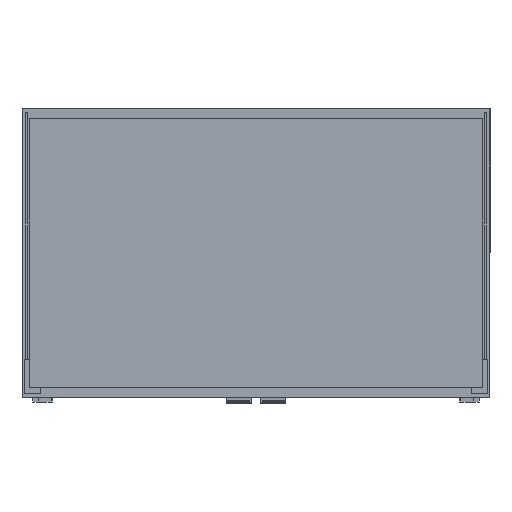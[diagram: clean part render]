
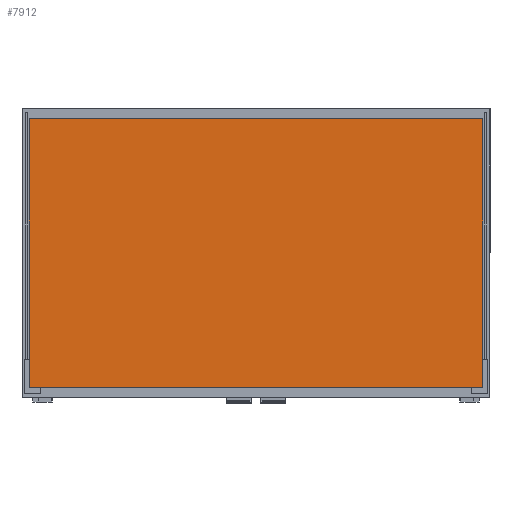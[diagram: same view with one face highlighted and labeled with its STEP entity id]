
A CAD part, front view. The second image highlights one B-rep face of the part: STEP entity #7912.
In plain terms, the highlighted planar face has unit normal (0, -1, 0).
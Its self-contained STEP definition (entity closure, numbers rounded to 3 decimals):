
#178 = VECTOR ( 'NONE', #8612, 1000. ) ;
#283 = LINE ( 'NONE', #1727, #5422 ) ;
#836 = DIRECTION ( 'NONE',  ( 0., 0., 1. ) ) ;
#882 = CARTESIAN_POINT ( 'NONE',  ( 545., 0., -323. ) ) ;
#1158 = EDGE_LOOP ( 'NONE', ( #7819, #4248, #2564, #6965 ) ) ;
#1251 = EDGE_CURVE ( 'NONE', #6072, #3533, #1804, .T. ) ;
#1499 = CARTESIAN_POINT ( 'NONE',  ( -545., 0., 323. ) ) ;
#1544 = CARTESIAN_POINT ( 'NONE',  ( 0., 0., 0. ) ) ;
#1727 = CARTESIAN_POINT ( 'NONE',  ( 545., 0., -323. ) ) ;
#1804 = LINE ( 'NONE', #1499, #4359 ) ;
#2564 = ORIENTED_EDGE ( 'NONE', *, *, #3813, .F. ) ;
#2940 = PLANE ( 'NONE',  #8868 ) ;
#3350 = VECTOR ( 'NONE', #5943, 1000. ) ;
#3361 = VERTEX_POINT ( 'NONE', #8027 ) ;
#3533 = VERTEX_POINT ( 'NONE', #4723 ) ;
#3682 = DIRECTION ( 'NONE',  ( 1., 0., 0. ) ) ;
#3790 = DIRECTION ( 'NONE',  ( 0., 0., -1. ) ) ;
#3813 = EDGE_CURVE ( 'NONE', #3361, #6072, #4190, .T. ) ;
#4190 = LINE ( 'NONE', #5062, #178 ) ;
#4248 = ORIENTED_EDGE ( 'NONE', *, *, #1251, .F. ) ;
#4321 = EDGE_CURVE ( 'NONE', #3533, #8360, #283, .T. ) ;
#4359 = VECTOR ( 'NONE', #3682, 1000. ) ;
#4723 = CARTESIAN_POINT ( 'NONE',  ( 545., 0., 323. ) ) ;
#4965 = DIRECTION ( 'NONE',  ( 0., 1., 0. ) ) ;
#5062 = CARTESIAN_POINT ( 'NONE',  ( -545., 0., -323. ) ) ;
#5422 = VECTOR ( 'NONE', #3790, 1000. ) ;
#5568 = EDGE_CURVE ( 'NONE', #8360, #3361, #7123, .T. ) ;
#5943 = DIRECTION ( 'NONE',  ( -1., 0., 0. ) ) ;
#6072 = VERTEX_POINT ( 'NONE', #6485 ) ;
#6485 = CARTESIAN_POINT ( 'NONE',  ( -545., 0., 323. ) ) ;
#6749 = FACE_OUTER_BOUND ( 'NONE', #1158, .T. ) ;
#6965 = ORIENTED_EDGE ( 'NONE', *, *, #5568, .F. ) ;
#7123 = LINE ( 'NONE', #7296, #3350 ) ;
#7296 = CARTESIAN_POINT ( 'NONE',  ( -545., 0., -323. ) ) ;
#7819 = ORIENTED_EDGE ( 'NONE', *, *, #4321, .F. ) ;
#7912 = ADVANCED_FACE ( 'NONE', ( #6749 ), #2940, .F. ) ;
#8027 = CARTESIAN_POINT ( 'NONE',  ( -545., 0., -323. ) ) ;
#8360 = VERTEX_POINT ( 'NONE', #882 ) ;
#8612 = DIRECTION ( 'NONE',  ( 0., 0., 1. ) ) ;
#8868 = AXIS2_PLACEMENT_3D ( 'NONE', #1544, #4965, #836 ) ;
